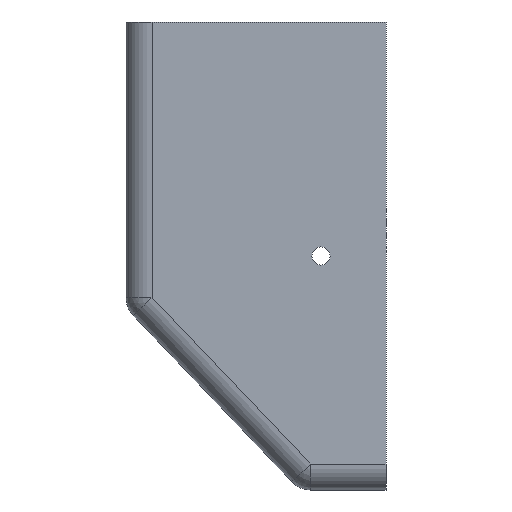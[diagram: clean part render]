
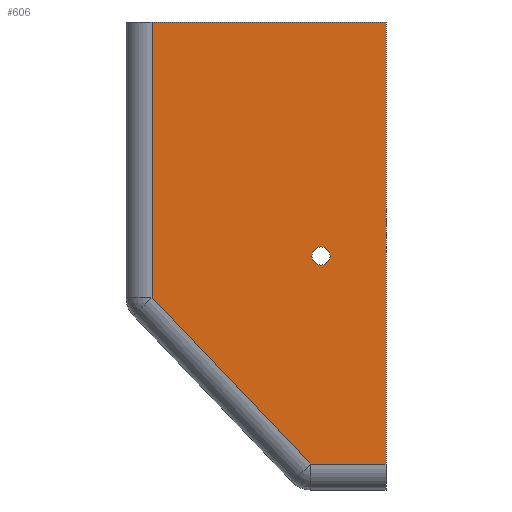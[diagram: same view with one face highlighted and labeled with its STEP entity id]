
A CAD part, front view. The second image highlights one B-rep face of the part: STEP entity #606.
In plain terms, the highlighted planar face has unit normal (0, -1, 0).
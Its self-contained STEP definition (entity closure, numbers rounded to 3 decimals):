
#18=FACE_BOUND('',#118,.T.);
#30=PLANE('',#694);
#76=FACE_OUTER_BOUND('',#117,.T.);
#117=EDGE_LOOP('',(#545,#546,#547,#548,#549));
#118=EDGE_LOOP('',(#550));
#146=LINE('',#995,#194);
#158=LINE('',#1042,#206);
#160=LINE('',#1048,#208);
#165=LINE('',#1059,#213);
#166=LINE('',#1061,#214);
#194=VECTOR('',#808,10.);
#206=VECTOR('',#860,10.);
#208=VECTOR('',#868,10.);
#213=VECTOR('',#885,10.);
#214=VECTOR('',#888,10.);
#216=CIRCLE('',#623,1.75);
#252=VERTEX_POINT('',#897);
#281=VERTEX_POINT('',#992);
#282=VERTEX_POINT('',#994);
#288=VERTEX_POINT('',#1011);
#297=VERTEX_POINT('',#1041);
#298=VERTEX_POINT('',#1046);
#301=EDGE_CURVE('',#252,#252,#216,.T.);
#348=EDGE_CURVE('',#281,#282,#146,.T.);
#371=EDGE_CURVE('',#288,#297,#158,.T.);
#375=EDGE_CURVE('',#298,#288,#160,.T.);
#381=EDGE_CURVE('',#282,#298,#165,.T.);
#382=EDGE_CURVE('',#297,#281,#166,.T.);
#545=ORIENTED_EDGE('',*,*,#375,.F.);
#546=ORIENTED_EDGE('',*,*,#381,.F.);
#547=ORIENTED_EDGE('',*,*,#348,.F.);
#548=ORIENTED_EDGE('',*,*,#382,.F.);
#549=ORIENTED_EDGE('',*,*,#371,.F.);
#550=ORIENTED_EDGE('',*,*,#301,.T.);
#606=ADVANCED_FACE('',(#76,#18),#30,.F.);
#623=AXIS2_PLACEMENT_3D('',#899,#702,#703);
#694=AXIS2_PLACEMENT_3D('',#1063,#891,#892);
#702=DIRECTION('center_axis',(0.,1.,0.));
#703=DIRECTION('ref_axis',(-1.,0.,0.));
#808=DIRECTION('',(1.,0.,0.));
#860=DIRECTION('',(-0.69,0.,0.724));
#868=DIRECTION('',(-1.,0.,0.));
#885=DIRECTION('',(0.,0.,-1.));
#888=DIRECTION('',(0.,0.,1.));
#891=DIRECTION('center_axis',(0.,1.,0.));
#892=DIRECTION('ref_axis',(1.,0.,0.));
#897=CARTESIAN_POINT('',(39.25,0.,-45.));
#899=CARTESIAN_POINT('Origin',(37.5,0.,-45.));
#992=CARTESIAN_POINT('',(5.,0.,0.));
#994=CARTESIAN_POINT('',(50.,0.,0.));
#995=CARTESIAN_POINT('',(0.,0.,0.));
#1011=CARTESIAN_POINT('',(35.476,0.,-85.));
#1041=CARTESIAN_POINT('',(5.,0.,-53.));
#1042=CARTESIAN_POINT('',(23.736,0.,-72.672));
#1046=CARTESIAN_POINT('',(50.,0.,-85.));
#1048=CARTESIAN_POINT('',(37.5,0.,-85.));
#1059=CARTESIAN_POINT('',(50.,0.,0.));
#1061=CARTESIAN_POINT('',(5.,0.,-50.));
#1063=CARTESIAN_POINT('Origin',(25.,0.,-45.));
